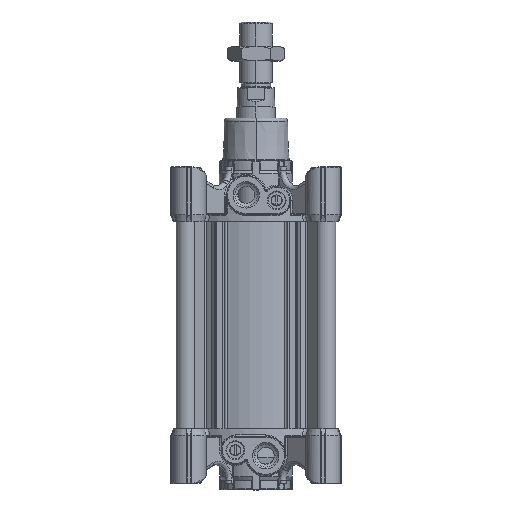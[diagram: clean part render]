
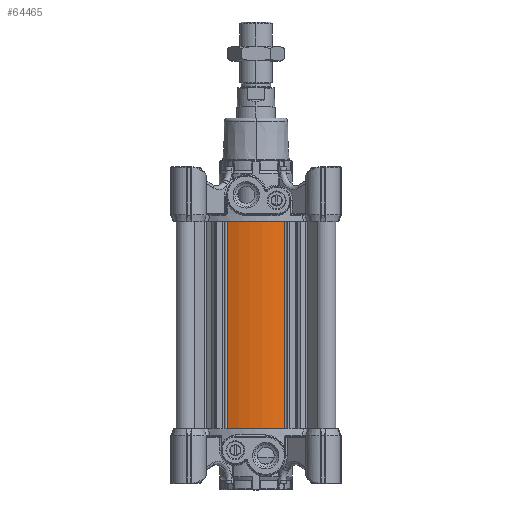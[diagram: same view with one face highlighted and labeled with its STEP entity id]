
A CAD part, top view. The second image highlights one B-rep face of the part: STEP entity #64465.
In plain terms, the highlighted cylindrical face has radius 65.5 mm (diameter 131 mm), a partial arc.
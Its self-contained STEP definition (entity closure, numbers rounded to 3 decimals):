
#5611 = DIRECTION ( 'NONE',  ( 0., -1., 0. ) ) ;
#7711 = CARTESIAN_POINT ( 'NONE',  ( -23.531, 145., 61.127 ) ) ;
#11701 = EDGE_CURVE ( 'NONE', #107809, #22220, #28175, .T. ) ;
#16031 = EDGE_CURVE ( 'NONE', #77952, #22220, #135427, .T. ) ;
#16449 = LINE ( 'NONE', #131927, #49250 ) ;
#17208 = FACE_OUTER_BOUND ( 'NONE', #78300, .T. ) ;
#19007 = EDGE_CURVE ( 'NONE', #100986, #107809, #130256, .T. ) ;
#22220 = VERTEX_POINT ( 'NONE', #98309 ) ;
#25210 = CARTESIAN_POINT ( 'NONE',  ( 23.531, 215., 61.127 ) ) ;
#27788 = DIRECTION ( 'NONE',  ( 0., 1., 0. ) ) ;
#28175 = LINE ( 'NONE', #7711, #35834 ) ;
#28921 = CARTESIAN_POINT ( 'NONE',  ( 23.531, 45., 61.127 ) ) ;
#29517 = AXIS2_PLACEMENT_3D ( 'NONE', #133415, #5611, #47969 ) ;
#30251 = ORIENTED_EDGE ( 'NONE', *, *, #11701, .F. ) ;
#35834 = VECTOR ( 'NONE', #135512, 1000. ) ;
#47969 = DIRECTION ( 'NONE',  ( 1., 0., 0. ) ) ;
#49250 = VECTOR ( 'NONE', #108610, 1000. ) ;
#58910 = DIRECTION ( 'NONE',  ( -1., 0., 0. ) ) ;
#60440 = AXIS2_PLACEMENT_3D ( 'NONE', #84383, #73140, #97715 ) ;
#64465 = ADVANCED_FACE ( 'NONE', ( #17208 ), #81436, .T. ) ;
#73140 = DIRECTION ( 'NONE',  ( 0., -1., 0. ) ) ;
#77952 = VERTEX_POINT ( 'NONE', #25210 ) ;
#78300 = EDGE_LOOP ( 'NONE', ( #78816, #30251, #79479, #117458 ) ) ;
#78816 = ORIENTED_EDGE ( 'NONE', *, *, #16031, .T. ) ;
#79479 = ORIENTED_EDGE ( 'NONE', *, *, #19007, .F. ) ;
#81436 = CYLINDRICAL_SURFACE ( 'NONE', #135372, 65.5 ) ;
#84383 = CARTESIAN_POINT ( 'NONE',  ( 0., 45., 0. ) ) ;
#97715 = DIRECTION ( 'NONE',  ( 1., 0., 0. ) ) ;
#98309 = CARTESIAN_POINT ( 'NONE',  ( -23.531, 215., 61.127 ) ) ;
#100986 = VERTEX_POINT ( 'NONE', #28921 ) ;
#107809 = VERTEX_POINT ( 'NONE', #122149 ) ;
#108610 = DIRECTION ( 'NONE',  ( 0., 1., 0. ) ) ;
#110800 = EDGE_CURVE ( 'NONE', #100986, #77952, #16449, .T. ) ;
#112515 = CARTESIAN_POINT ( 'NONE',  ( 0., 145., 0. ) ) ;
#117458 = ORIENTED_EDGE ( 'NONE', *, *, #110800, .T. ) ;
#122149 = CARTESIAN_POINT ( 'NONE',  ( -23.531, 45., 61.127 ) ) ;
#130256 = CIRCLE ( 'NONE', #60440, 65.5 ) ;
#131927 = CARTESIAN_POINT ( 'NONE',  ( 23.531, 145., 61.127 ) ) ;
#133415 = CARTESIAN_POINT ( 'NONE',  ( 0., 215., 0. ) ) ;
#135372 = AXIS2_PLACEMENT_3D ( 'NONE', #112515, #27788, #58910 ) ;
#135427 = CIRCLE ( 'NONE', #29517, 65.5 ) ;
#135512 = DIRECTION ( 'NONE',  ( 0., 1., 0. ) ) ;
